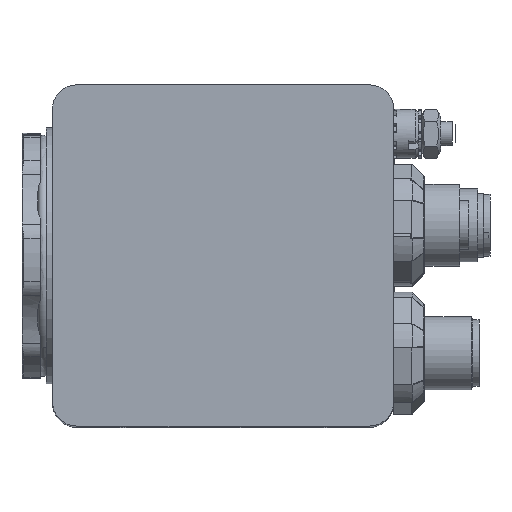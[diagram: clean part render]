
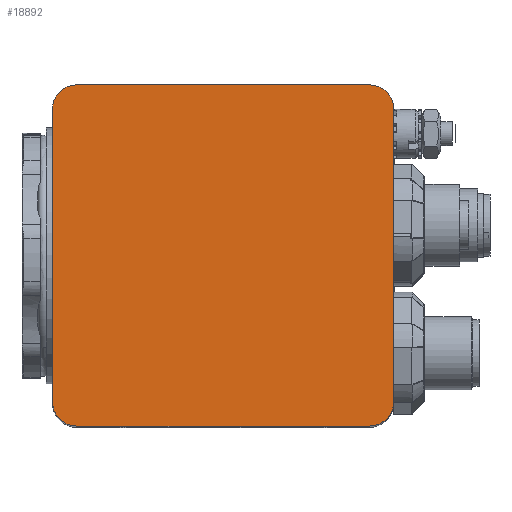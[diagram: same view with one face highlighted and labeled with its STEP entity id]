
A CAD part, top view. The second image highlights one B-rep face of the part: STEP entity #18892.
In plain terms, the highlighted planar face has unit normal (0, 0, 1).
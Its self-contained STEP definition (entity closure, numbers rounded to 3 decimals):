
#1056=CIRCLE('',#20305,4.);
#1058=CIRCLE('',#20309,4.);
#1059=CIRCLE('',#20311,4.);
#1060=CIRCLE('',#20314,4.);
#2794=FACE_OUTER_BOUND('',#3881,.T.);
#3881=EDGE_LOOP('',(#15458,#15459,#15460,#15461,#15462,#15463,#15464,#15465));
#4784=LINE('',#30567,#6129);
#5151=LINE('',#33347,#6496);
#5158=LINE('',#33375,#6503);
#5161=LINE('',#33387,#6506);
#6129=VECTOR('',#22215,48.);
#6496=VECTOR('',#24188,48.);
#6503=VECTOR('',#24221,48.);
#6506=VECTOR('',#24236,48.);
#7557=VERTEX_POINT('',#30564);
#7558=VERTEX_POINT('',#30566);
#8139=VERTEX_POINT('',#33343);
#8140=VERTEX_POINT('',#33345);
#8147=VERTEX_POINT('',#33371);
#8148=VERTEX_POINT('',#33373);
#8150=VERTEX_POINT('',#33381);
#8151=VERTEX_POINT('',#33385);
#9662=EDGE_CURVE('',#7558,#7557,#4784,.T.);
#10582=EDGE_CURVE('',#8139,#8140,#5151,.T.);
#10593=EDGE_CURVE('',#7557,#8139,#1056,.T.);
#10596=EDGE_CURVE('',#8147,#8148,#5158,.T.);
#10598=EDGE_CURVE('',#8140,#8147,#1058,.T.);
#10600=EDGE_CURVE('',#8148,#8150,#1059,.T.);
#10602=EDGE_CURVE('',#8150,#8151,#5161,.T.);
#10603=EDGE_CURVE('',#8151,#7558,#1060,.T.);
#15458=ORIENTED_EDGE('',*,*,#10602,.T.);
#15459=ORIENTED_EDGE('',*,*,#10603,.T.);
#15460=ORIENTED_EDGE('',*,*,#9662,.T.);
#15461=ORIENTED_EDGE('',*,*,#10593,.T.);
#15462=ORIENTED_EDGE('',*,*,#10582,.T.);
#15463=ORIENTED_EDGE('',*,*,#10598,.T.);
#15464=ORIENTED_EDGE('',*,*,#10596,.T.);
#15465=ORIENTED_EDGE('',*,*,#10600,.T.);
#16985=PLANE('',#20378);
#18892=ADVANCED_FACE('',(#2794),#16985,.F.);
#20305=AXIS2_PLACEMENT_3D('',#33369,#24215,#24216);
#20309=AXIS2_PLACEMENT_3D('',#33379,#24226,#24227);
#20311=AXIS2_PLACEMENT_3D('',#33383,#24231,#24232);
#20314=AXIS2_PLACEMENT_3D('',#33389,#24239,#24240);
#20378=AXIS2_PLACEMENT_3D('',#33625,#24411,#24412);
#22215=DIRECTION('',(0.,1.,0.));
#24188=DIRECTION('',(-1.,0.,0.));
#24215=DIRECTION('center_axis',(0.,0.,
1.));
#24216=DIRECTION('ref_axis',(0.,-1.,0.));
#24221=DIRECTION('',(0.,-1.,0.));
#24226=DIRECTION('center_axis',(0.,0.,
1.));
#24227=DIRECTION('ref_axis',(1.,0.,0.));
#24231=DIRECTION('center_axis',(0.,0.,
1.));
#24232=DIRECTION('ref_axis',(0.,1.,0.));
#24236=DIRECTION('',(1.,0.,0.));
#24239=DIRECTION('center_axis',(0.,0.,
1.));
#24240=DIRECTION('ref_axis',(-1.,0.,0.));
#24411=DIRECTION('center_axis',(0.,0.,
-1.));
#24412=DIRECTION('ref_axis',(1.,0.,0.));
#30564=CARTESIAN_POINT('',(66.,52.,122.));
#30566=CARTESIAN_POINT('',(66.,4.,122.));
#30567=CARTESIAN_POINT('',(66.,4.,122.));
#33343=CARTESIAN_POINT('',(62.,56.,122.));
#33345=CARTESIAN_POINT('',(14.,56.,122.));
#33347=CARTESIAN_POINT('',(62.,56.,122.));
#33369=CARTESIAN_POINT('Origin',(62.,52.,122.));
#33371=CARTESIAN_POINT('',(10.,52.,122.));
#33373=CARTESIAN_POINT('',(10.,4.,122.));
#33375=CARTESIAN_POINT('',(10.,52.,122.));
#33379=CARTESIAN_POINT('Origin',(14.,52.,122.));
#33381=CARTESIAN_POINT('',(14.,0.,122.));
#33383=CARTESIAN_POINT('Origin',(14.,4.,122.));
#33385=CARTESIAN_POINT('',(62.,0.,122.));
#33387=CARTESIAN_POINT('',(14.,0.,122.));
#33389=CARTESIAN_POINT('Origin',(62.,4.,122.));
#33625=CARTESIAN_POINT('Origin',(38.,28.,122.));
